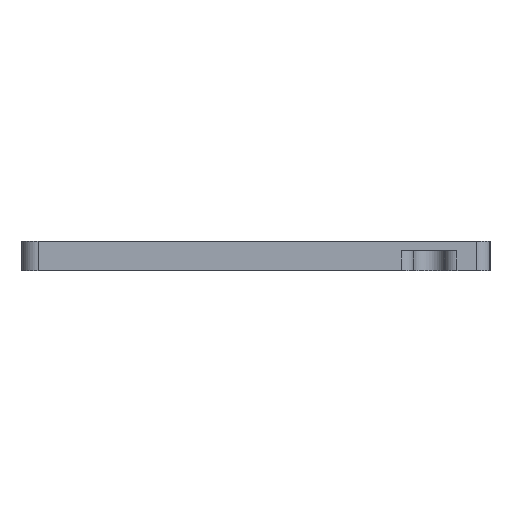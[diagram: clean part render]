
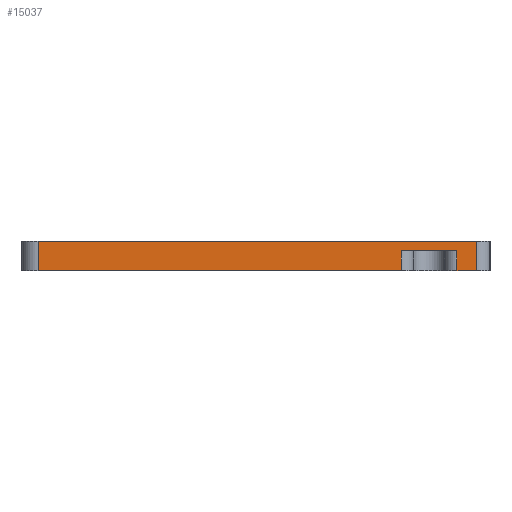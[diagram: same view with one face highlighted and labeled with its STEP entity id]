
A CAD part, left-side view. The second image highlights one B-rep face of the part: STEP entity #15037.
In plain terms, the highlighted planar face has unit normal (-1, 0, 0).
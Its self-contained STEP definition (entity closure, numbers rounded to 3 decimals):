
#269=PLANE('',#16499);
#877=FACE_OUTER_BOUND('',#1673,.T.);
#1673=EDGE_LOOP('',(#12377,#12378,#12379,#12380,#12381,#12382,#12383,#12384));
#2853=LINE('',#24494,#4283);
#2856=LINE('',#24506,#4286);
#2987=LINE('',#24969,#4417);
#2989=LINE('',#24975,#4419);
#2990=LINE('',#24977,#4420);
#2991=LINE('',#24979,#4421);
#2992=LINE('',#24980,#4422);
#2993=LINE('',#24981,#4423);
#4283=VECTOR('',#19823,10.);
#4286=VECTOR('',#19832,10.);
#4417=VECTOR('',#20231,10.);
#4419=VECTOR('',#20237,10.);
#4420=VECTOR('',#20238,10.);
#4421=VECTOR('',#20239,10.);
#4422=VECTOR('',#20240,10.);
#4423=VECTOR('',#20241,10.);
#6747=VERTEX_POINT('',#24491);
#6748=VERTEX_POINT('',#24493);
#6753=VERTEX_POINT('',#24503);
#6754=VERTEX_POINT('',#24505);
#6952=VERTEX_POINT('',#24968);
#6954=VERTEX_POINT('',#24974);
#6955=VERTEX_POINT('',#24976);
#6956=VERTEX_POINT('',#24978);
#8662=EDGE_CURVE('',#6748,#6747,#2853,.T.);
#8668=EDGE_CURVE('',#6754,#6753,#2856,.T.);
#8932=EDGE_CURVE('',#6748,#6952,#2987,.T.);
#8935=EDGE_CURVE('',#6954,#6952,#2989,.T.);
#8936=EDGE_CURVE('',#6747,#6955,#2990,.T.);
#8937=EDGE_CURVE('',#6956,#6955,#2991,.T.);
#8938=EDGE_CURVE('',#6754,#6956,#2992,.T.);
#8939=EDGE_CURVE('',#6954,#6753,#2993,.T.);
#12377=ORIENTED_EDGE('',*,*,#8935,.T.);
#12378=ORIENTED_EDGE('',*,*,#8932,.F.);
#12379=ORIENTED_EDGE('',*,*,#8662,.T.);
#12380=ORIENTED_EDGE('',*,*,#8936,.T.);
#12381=ORIENTED_EDGE('',*,*,#8937,.F.);
#12382=ORIENTED_EDGE('',*,*,#8938,.F.);
#12383=ORIENTED_EDGE('',*,*,#8668,.T.);
#12384=ORIENTED_EDGE('',*,*,#8939,.F.);
#15037=ADVANCED_FACE('',(#877),#269,.T.);
#16499=AXIS2_PLACEMENT_3D('',#24973,#20235,#20236);
#19823=DIRECTION('',(0.,-1.,0.));
#19832=DIRECTION('',(0.,-1.,0.));
#20231=DIRECTION('',(0.,0.,1.));
#20235=DIRECTION('center_axis',(-1.,0.,0.));
#20236=DIRECTION('ref_axis',(0.,-1.,0.));
#20237=DIRECTION('',(0.,-1.,0.));
#20238=DIRECTION('',(0.,0.,1.));
#20239=DIRECTION('',(0.,-1.,0.));
#20240=DIRECTION('',(0.,0.,1.));
#20241=DIRECTION('',(0.,0.,-1.));
#24491=CARTESIAN_POINT('',(15.404,12.949,0.));
#24493=CARTESIAN_POINT('',(15.404,16.09,0.));
#24494=CARTESIAN_POINT('',(15.404,84.499,0.));
#24503=CARTESIAN_POINT('',(15.404,25.19,0.));
#24505=CARTESIAN_POINT('',(15.404,84.499,0.));
#24506=CARTESIAN_POINT('',(15.404,84.499,0.));
#24968=CARTESIAN_POINT('',(15.404,16.09,3.25));
#24969=CARTESIAN_POINT('',(15.404,16.09,0.));
#24973=CARTESIAN_POINT('Origin',(15.404,84.499,0.));
#24974=CARTESIAN_POINT('',(15.404,25.19,3.25));
#24975=CARTESIAN_POINT('',(15.404,52.57,3.25));
#24976=CARTESIAN_POINT('',(15.404,12.949,4.75));
#24977=CARTESIAN_POINT('',(15.404,12.949,0.));
#24978=CARTESIAN_POINT('',(15.404,84.499,4.75));
#24979=CARTESIAN_POINT('',(15.404,84.499,4.75));
#24980=CARTESIAN_POINT('',(15.404,84.499,0.));
#24981=CARTESIAN_POINT('',(15.404,25.19,0.));
